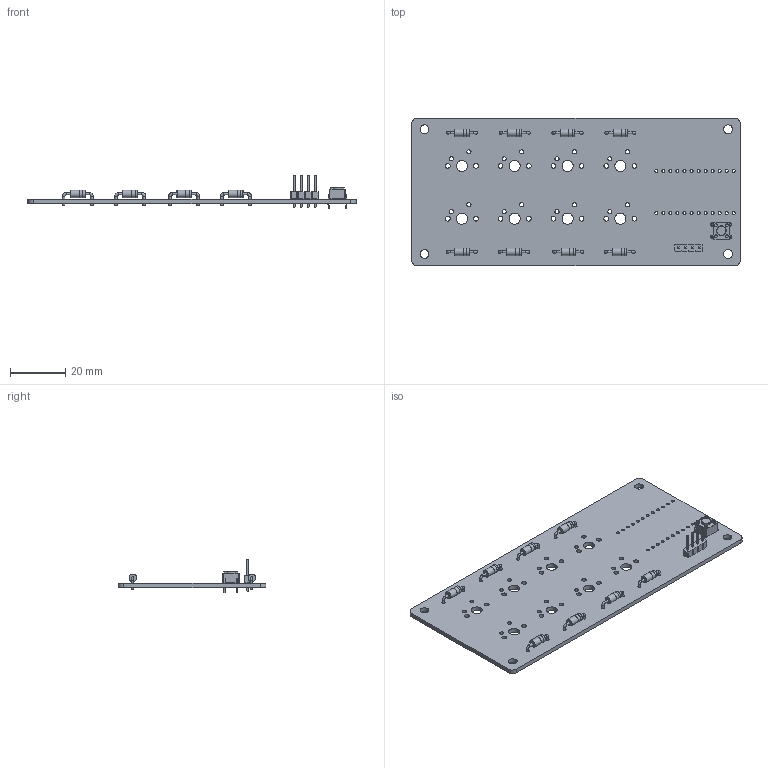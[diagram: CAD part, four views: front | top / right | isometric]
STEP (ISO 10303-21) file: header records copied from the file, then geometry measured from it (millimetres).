
FILE_DESCRIPTION(('KiCad electronic assembly'),'2;1');
FILE_NAME('board.step','2024-10-19T16:25:49',('Pcbnew'),('Kicad'), 'Open CASCADE STEP processor 7.8','KiCad to STEP converter','Unknown' );
FILE_SCHEMA(('AUTOMOTIVE_DESIGN { 1 0 10303 214 1 1 1 1 }'));
Length unit declared in the file: millimetre
Products named in the file (8): board 1; D_DO-41_SOD81_P10.16mm_Horizontal; PinHeader_1x04_P2.54mm_Vertical; PinHeader_1x04_P254mm_Vertical; SW_PUSH_6mm; _autosave-knowabunga-macro_PCB
Assembly tree (14 placements, depth 3):
  board 1
    D_DO-41_SOD81_P10.16mm_Horizontal  x8
      D_DO-41_SOD81_P10.16mm_Horizontal
    PinHeader_1x04_P2.54mm_Vertical
      PinHeader_1x04_P254mm_Vertical
    SW_PUSH_6mm
      SW_PUSH_6mm
    _autosave-knowabunga-macro_PCB
Bounding box: 118.36 x 53.34 x 12.04 mm (x, y, z)
Volume: 10220.1 mm3; surface area: 14542.5 mm2
Topology: 11 solids, 11 shells, 427 faces, 999 edges, 639 vertices
Faces by surface type: plane 217, cylinder 193, torus 17
Full cylindrical faces by diameter (mm): 0.8 x32, 1 x8, 1.1 x44, 1.5 x16, 1.7 x16, 2.7 x16, 2.72 x8, 3.2 x4, 3.5 x1, 4 x8
Entity records: 11976 total; most frequent: DIRECTION 1800, CARTESIAN_POINT 1716, ORIENTED_EDGE 1676, EDGE_CURVE 838, AXIS2_PLACEMENT_3D 625, LINE 550, VECTOR 550, VERTEX_POINT 541
